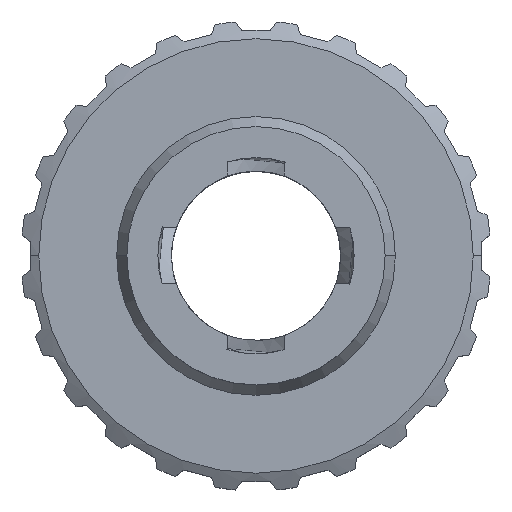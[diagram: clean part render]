
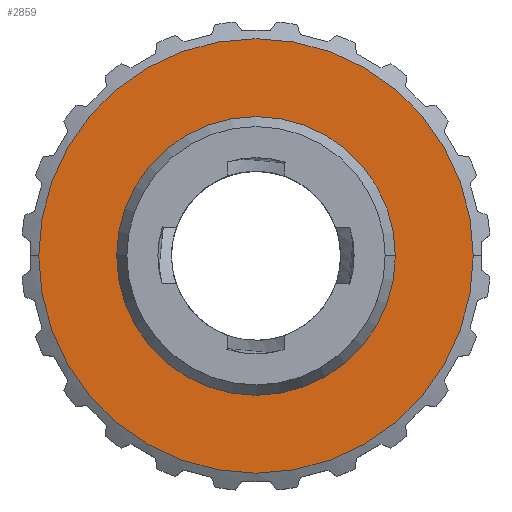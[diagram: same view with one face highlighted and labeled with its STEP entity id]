
A CAD part, top view. The second image highlights one B-rep face of the part: STEP entity #2859.
In plain terms, the highlighted planar face has unit normal (0, 0, 1).
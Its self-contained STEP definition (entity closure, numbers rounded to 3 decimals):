
#134 = ORIENTED_EDGE ( 'NONE', *, *, #5115, .T. ) ;
#318 = VERTEX_POINT ( 'NONE', #3047 ) ;
#418 = CARTESIAN_POINT ( 'NONE',  ( -9.25, 0., 0.125 ) ) ;
#540 = CARTESIAN_POINT ( 'NONE',  ( 0., 0., 0.125 ) ) ;
#554 = DIRECTION ( 'NONE',  ( 0., 0., 1. ) ) ;
#714 = DIRECTION ( 'NONE',  ( -1., 0., 0. ) ) ;
#717 = DIRECTION ( 'NONE',  ( 0., 0., -1. ) ) ;
#775 = CARTESIAN_POINT ( 'NONE',  ( 0., 0., 0.125 ) ) ;
#786 = PLANE ( 'NONE',  #1948 ) ;
#905 = CARTESIAN_POINT ( 'NONE',  ( 9.25, 0., 0.125 ) ) ;
#963 = CIRCLE ( 'NONE', #2773, 9.25 ) ;
#1194 = CIRCLE ( 'NONE', #3386, 5.933 ) ;
#1352 = AXIS2_PLACEMENT_3D ( 'NONE', #1599, #1676, #1803 ) ;
#1565 = ORIENTED_EDGE ( 'NONE', *, *, #3088, .T. ) ;
#1599 = CARTESIAN_POINT ( 'NONE',  ( 0., 0., 0.125 ) ) ;
#1676 = DIRECTION ( 'NONE',  ( 0., 0., -1. ) ) ;
#1803 = DIRECTION ( 'NONE',  ( -1., 0., 0. ) ) ;
#1842 = CIRCLE ( 'NONE', #3034, 9.25 ) ;
#1948 = AXIS2_PLACEMENT_3D ( 'NONE', #775, #717, #714 ) ;
#2327 = EDGE_LOOP ( 'NONE', ( #134, #3195 ) ) ;
#2590 = VERTEX_POINT ( 'NONE', #3207 ) ;
#2773 = AXIS2_PLACEMENT_3D ( 'NONE', #4453, #4446, #4443 ) ;
#2859 = ADVANCED_FACE ( 'NONE', ( #3366, #3359 ), #786, .F. ) ;
#3034 = AXIS2_PLACEMENT_3D ( 'NONE', #540, #554, #3118 ) ;
#3047 = CARTESIAN_POINT ( 'NONE',  ( 5.933, 0., 0.125 ) ) ;
#3088 = EDGE_CURVE ( 'NONE', #4299, #4223, #1842, .T. ) ;
#3118 = DIRECTION ( 'NONE',  ( -1., 0., 0. ) ) ;
#3195 = ORIENTED_EDGE ( 'NONE', *, *, #3273, .T. ) ;
#3207 = CARTESIAN_POINT ( 'NONE',  ( -5.933, 0., 0.125 ) ) ;
#3273 = EDGE_CURVE ( 'NONE', #318, #2590, #3747, .T. ) ;
#3359 = FACE_BOUND ( 'NONE', #2327, .T. ) ;
#3366 = FACE_OUTER_BOUND ( 'NONE', #3804, .T. ) ;
#3386 = AXIS2_PLACEMENT_3D ( 'NONE', #4212, #4196, #4190 ) ;
#3747 = CIRCLE ( 'NONE', #1352, 5.933 ) ;
#3804 = EDGE_LOOP ( 'NONE', ( #1565, #4342 ) ) ;
#4190 = DIRECTION ( 'NONE',  ( -1., 0., 0. ) ) ;
#4196 = DIRECTION ( 'NONE',  ( 0., 0., -1. ) ) ;
#4212 = CARTESIAN_POINT ( 'NONE',  ( 0., 0., 0.125 ) ) ;
#4223 = VERTEX_POINT ( 'NONE', #905 ) ;
#4299 = VERTEX_POINT ( 'NONE', #418 ) ;
#4342 = ORIENTED_EDGE ( 'NONE', *, *, #5043, .T. ) ;
#4443 = DIRECTION ( 'NONE',  ( -1., 0., 0. ) ) ;
#4446 = DIRECTION ( 'NONE',  ( 0., 0., 1. ) ) ;
#4453 = CARTESIAN_POINT ( 'NONE',  ( 0., 0., 0.125 ) ) ;
#5043 = EDGE_CURVE ( 'NONE', #4223, #4299, #963, .T. ) ;
#5115 = EDGE_CURVE ( 'NONE', #2590, #318, #1194, .T. ) ;
